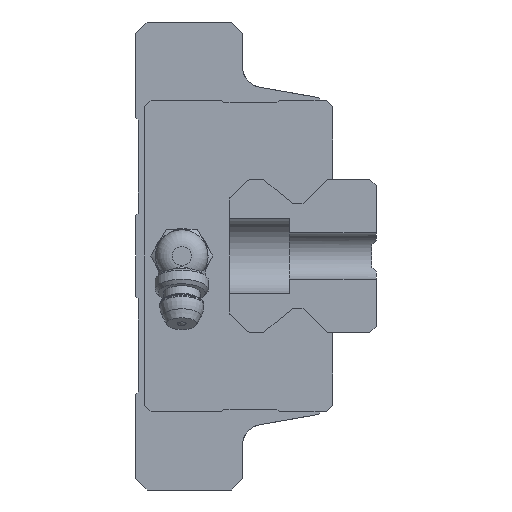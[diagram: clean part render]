
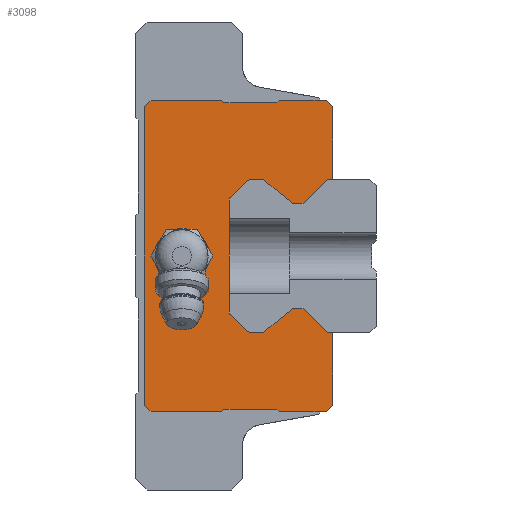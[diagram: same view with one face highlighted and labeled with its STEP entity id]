
A CAD part, left-side view. The second image highlights one B-rep face of the part: STEP entity #3098.
In plain terms, the highlighted planar face has unit normal (-1, 0, 0).
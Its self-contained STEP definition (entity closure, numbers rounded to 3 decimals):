
#682=ORIENTED_EDGE('',*,*,#1295,.F.);
#683=ORIENTED_EDGE('',*,*,#1326,.F.);
#684=ORIENTED_EDGE('',*,*,#1324,.F.);
#685=ORIENTED_EDGE('',*,*,#1322,.F.);
#686=ORIENTED_EDGE('',*,*,#1320,.F.);
#687=ORIENTED_EDGE('',*,*,#1318,.F.);
#688=ORIENTED_EDGE('',*,*,#1316,.F.);
#689=ORIENTED_EDGE('',*,*,#1314,.F.);
#690=ORIENTED_EDGE('',*,*,#1312,.F.);
#691=ORIENTED_EDGE('',*,*,#1310,.F.);
#692=ORIENTED_EDGE('',*,*,#1183,.F.);
#693=ORIENTED_EDGE('',*,*,#1180,.F.);
#694=ORIENTED_EDGE('',*,*,#1177,.F.);
#695=ORIENTED_EDGE('',*,*,#1174,.F.);
#696=ORIENTED_EDGE('',*,*,#1171,.F.);
#697=ORIENTED_EDGE('',*,*,#1168,.F.);
#698=ORIENTED_EDGE('',*,*,#1165,.F.);
#699=ORIENTED_EDGE('',*,*,#1162,.F.);
#700=ORIENTED_EDGE('',*,*,#1159,.F.);
#701=ORIENTED_EDGE('',*,*,#1156,.F.);
#702=ORIENTED_EDGE('',*,*,#1153,.F.);
#703=ORIENTED_EDGE('',*,*,#1150,.F.);
#704=ORIENTED_EDGE('',*,*,#1145,.F.);
#705=ORIENTED_EDGE('',*,*,#1309,.F.);
#706=ORIENTED_EDGE('',*,*,#1307,.F.);
#707=ORIENTED_EDGE('',*,*,#1305,.F.);
#708=ORIENTED_EDGE('',*,*,#1303,.F.);
#709=ORIENTED_EDGE('',*,*,#1301,.F.);
#710=ORIENTED_EDGE('',*,*,#1299,.F.);
#711=ORIENTED_EDGE('',*,*,#1297,.F.);
#712=ORIENTED_EDGE('',*,*,#1327,.T.);
#713=ORIENTED_EDGE('',*,*,#1328,.T.);
#714=ORIENTED_EDGE('',*,*,#1329,.T.);
#715=ORIENTED_EDGE('',*,*,#1330,.T.);
#716=ORIENTED_EDGE('',*,*,#1331,.T.);
#717=ORIENTED_EDGE('',*,*,#1332,.T.);
#1145=EDGE_CURVE('',#1569,#1570,#1858,.T.);
#1150=EDGE_CURVE('',#1570,#1574,#1863,.T.);
#1153=EDGE_CURVE('',#1574,#1576,#1866,.T.);
#1156=EDGE_CURVE('',#1576,#1578,#1869,.T.);
#1159=EDGE_CURVE('',#1578,#1580,#1872,.T.);
#1162=EDGE_CURVE('',#1580,#1582,#1875,.T.);
#1165=EDGE_CURVE('',#1582,#1584,#1878,.T.);
#1168=EDGE_CURVE('',#1584,#1586,#1881,.T.);
#1171=EDGE_CURVE('',#1586,#1588,#1884,.T.);
#1174=EDGE_CURVE('',#1588,#1590,#1887,.T.);
#1177=EDGE_CURVE('',#1590,#1592,#1890,.T.);
#1180=EDGE_CURVE('',#1592,#1594,#1893,.T.);
#1183=EDGE_CURVE('',#1594,#1596,#1896,.T.);
#1295=EDGE_CURVE('',#1663,#1664,#1995,.T.);
#1297=EDGE_CURVE('',#1664,#1665,#1997,.T.);
#1299=EDGE_CURVE('',#1665,#1666,#1999,.T.);
#1301=EDGE_CURVE('',#1666,#1667,#2001,.T.);
#1303=EDGE_CURVE('',#1667,#1668,#2003,.T.);
#1305=EDGE_CURVE('',#1668,#1669,#2005,.T.);
#1307=EDGE_CURVE('',#1669,#1670,#2007,.T.);
#1309=EDGE_CURVE('',#1670,#1569,#2009,.T.);
#1310=EDGE_CURVE('',#1596,#1671,#2010,.T.);
#1312=EDGE_CURVE('',#1671,#1672,#2012,.T.);
#1314=EDGE_CURVE('',#1672,#1673,#2014,.T.);
#1316=EDGE_CURVE('',#1673,#1674,#2016,.T.);
#1318=EDGE_CURVE('',#1674,#1675,#2018,.T.);
#1320=EDGE_CURVE('',#1675,#1676,#2020,.T.);
#1322=EDGE_CURVE('',#1676,#1677,#2022,.T.);
#1324=EDGE_CURVE('',#1677,#1678,#2024,.T.);
#1326=EDGE_CURVE('',#1678,#1663,#2026,.T.);
#1327=EDGE_CURVE('',#1679,#1680,#2027,.T.);
#1328=EDGE_CURVE('',#1680,#1681,#2028,.T.);
#1329=EDGE_CURVE('',#1681,#1682,#2029,.T.);
#1330=EDGE_CURVE('',#1682,#1683,#2030,.T.);
#1331=EDGE_CURVE('',#1683,#1684,#2031,.T.);
#1332=EDGE_CURVE('',#1684,#1679,#2032,.T.);
#1569=VERTEX_POINT('',#4544);
#1570=VERTEX_POINT('',#4546);
#1574=VERTEX_POINT('',#4556);
#1576=VERTEX_POINT('',#4562);
#1578=VERTEX_POINT('',#4568);
#1580=VERTEX_POINT('',#4574);
#1582=VERTEX_POINT('',#4580);
#1584=VERTEX_POINT('',#4586);
#1586=VERTEX_POINT('',#4592);
#1588=VERTEX_POINT('',#4598);
#1590=VERTEX_POINT('',#4604);
#1592=VERTEX_POINT('',#4610);
#1594=VERTEX_POINT('',#4616);
#1596=VERTEX_POINT('',#4622);
#1663=VERTEX_POINT('',#4848);
#1664=VERTEX_POINT('',#4850);
#1665=VERTEX_POINT('',#4854);
#1666=VERTEX_POINT('',#4858);
#1667=VERTEX_POINT('',#4862);
#1668=VERTEX_POINT('',#4866);
#1669=VERTEX_POINT('',#4870);
#1670=VERTEX_POINT('',#4874);
#1671=VERTEX_POINT('',#4880);
#1672=VERTEX_POINT('',#4884);
#1673=VERTEX_POINT('',#4888);
#1674=VERTEX_POINT('',#4892);
#1675=VERTEX_POINT('',#4896);
#1676=VERTEX_POINT('',#4900);
#1677=VERTEX_POINT('',#4904);
#1678=VERTEX_POINT('',#4908);
#1679=VERTEX_POINT('',#4914);
#1680=VERTEX_POINT('',#4915);
#1681=VERTEX_POINT('',#4917);
#1682=VERTEX_POINT('',#4919);
#1683=VERTEX_POINT('',#4921);
#1684=VERTEX_POINT('',#4923);
#1858=LINE('',#4545,#2200);
#1863=LINE('',#4555,#2205);
#1866=LINE('',#4561,#2208);
#1869=LINE('',#4567,#2211);
#1872=LINE('',#4573,#2214);
#1875=LINE('',#4579,#2217);
#1878=LINE('',#4585,#2220);
#1881=LINE('',#4591,#2223);
#1884=LINE('',#4597,#2226);
#1887=LINE('',#4603,#2229);
#1890=LINE('',#4609,#2232);
#1893=LINE('',#4615,#2235);
#1896=LINE('',#4621,#2238);
#1995=LINE('',#4849,#2337);
#1997=LINE('',#4853,#2339);
#1999=LINE('',#4857,#2341);
#2001=LINE('',#4861,#2343);
#2003=LINE('',#4865,#2345);
#2005=LINE('',#4869,#2347);
#2007=LINE('',#4873,#2349);
#2009=LINE('',#4877,#2351);
#2010=LINE('',#4879,#2352);
#2012=LINE('',#4883,#2354);
#2014=LINE('',#4887,#2356);
#2016=LINE('',#4891,#2358);
#2018=LINE('',#4895,#2360);
#2020=LINE('',#4899,#2362);
#2022=LINE('',#4903,#2364);
#2024=LINE('',#4907,#2366);
#2026=LINE('',#4911,#2368);
#2027=LINE('',#4913,#2369);
#2028=LINE('',#4916,#2370);
#2029=LINE('',#4918,#2371);
#2030=LINE('',#4920,#2372);
#2031=LINE('',#4922,#2373);
#2032=LINE('',#4924,#2374);
#2200=VECTOR('',#3573,1000.);
#2205=VECTOR('',#3580,1000.);
#2208=VECTOR('',#3585,1000.);
#2211=VECTOR('',#3590,1000.);
#2214=VECTOR('',#3595,1000.);
#2217=VECTOR('',#3600,1000.);
#2220=VECTOR('',#3605,1000.);
#2223=VECTOR('',#3610,1000.);
#2226=VECTOR('',#3615,1000.);
#2229=VECTOR('',#3620,1000.);
#2232=VECTOR('',#3625,1000.);
#2235=VECTOR('',#3630,1000.);
#2238=VECTOR('',#3635,1000.);
#2337=VECTOR('',#3856,1000.);
#2339=VECTOR('',#3860,1000.);
#2341=VECTOR('',#3864,1000.);
#2343=VECTOR('',#3868,1000.);
#2345=VECTOR('',#3872,1000.);
#2347=VECTOR('',#3876,1000.);
#2349=VECTOR('',#3880,1000.);
#2351=VECTOR('',#3884,1000.);
#2352=VECTOR('',#3887,1000.);
#2354=VECTOR('',#3891,1000.);
#2356=VECTOR('',#3895,1000.);
#2358=VECTOR('',#3899,1000.);
#2360=VECTOR('',#3903,1000.);
#2362=VECTOR('',#3907,1000.);
#2364=VECTOR('',#3911,1000.);
#2366=VECTOR('',#3915,1000.);
#2368=VECTOR('',#3919,1000.);
#2369=VECTOR('',#3922,1000.);
#2370=VECTOR('',#3923,1000.);
#2371=VECTOR('',#3924,1000.);
#2372=VECTOR('',#3925,1000.);
#2373=VECTOR('',#3926,1000.);
#2374=VECTOR('',#3927,1000.);
#2581=EDGE_LOOP('',(#682,#683,#684,#685,#686,#687,#688,#689,#690,#691,#692,
#693,#694,#695,#696,#697,#698,#699,#700,#701,#702,#703,#704,#705,#706,#707,
#708,#709,#710,#711));
#2582=EDGE_LOOP('',(#712,#713,#714,#715,#716,#717));
#2782=FACE_BOUND('',#2581,.T.);
#2783=FACE_BOUND('',#2582,.T.);
#2951=PLANE('',#3318);
#3098=ADVANCED_FACE('',(#2782,#2783),#2951,.F.);
#3318=AXIS2_PLACEMENT_3D('',#4912,#3920,#3921);
#3573=DIRECTION('',(0.,1.,0.));
#3580=DIRECTION('',(0.,0.707,-0.707));
#3585=DIRECTION('',(0.,1.,0.));
#3590=DIRECTION('',(0.,0.78,0.626));
#3595=DIRECTION('',(0.,1.,0.));
#3600=DIRECTION('',(0.,0.729,-0.685));
#3605=DIRECTION('',(0.,0.,-1.));
#3610=DIRECTION('',(0.,-0.729,-0.685));
#3615=DIRECTION('',(0.,-1.,0.));
#3620=DIRECTION('',(0.,-0.78,0.626));
#3625=DIRECTION('',(0.,-1.,0.));
#3630=DIRECTION('',(0.,-0.707,-0.707));
#3635=DIRECTION('',(0.,-1.,0.));
#3856=DIRECTION('',(0.,-0.707,0.707));
#3860=DIRECTION('',(0.,-1.,0.));
#3864=DIRECTION('',(0.,-0.707,-0.707));
#3868=DIRECTION('',(0.,-1.,0.));
#3872=DIRECTION('',(0.,-0.707,0.707));
#3876=DIRECTION('',(0.,-1.,0.));
#3880=DIRECTION('',(0.,-0.707,-0.707));
#3884=DIRECTION('',(0.,0.,-1.));
#3887=DIRECTION('',(0.,0.,-1.));
#3891=DIRECTION('',(0.,0.707,-0.707));
#3895=DIRECTION('',(0.,1.,0.));
#3899=DIRECTION('',(0.,0.707,0.707));
#3903=DIRECTION('',(0.,1.,0.));
#3907=DIRECTION('',(0.,0.707,-0.707));
#3911=DIRECTION('',(0.,1.,0.));
#3915=DIRECTION('',(0.,0.707,0.707));
#3919=DIRECTION('',(0.,0.,1.));
#3920=DIRECTION('',(1.,0.,0.));
#3921=DIRECTION('',(0.,0.,-1.));
#3922=DIRECTION('',(0.,1.,0.));
#3923=DIRECTION('',(0.,0.5,0.866));
#3924=DIRECTION('',(0.,-0.5,0.866));
#3925=DIRECTION('',(0.,-1.,0.));
#3926=DIRECTION('',(0.,-0.5,-0.866));
#3927=DIRECTION('',(0.,0.5,-0.866));
#4544=CARTESIAN_POINT('',(-52.35,-33.5,11.5));
#4545=CARTESIAN_POINT('',(-52.35,-33.5,11.5));
#4546=CARTESIAN_POINT('',(-52.35,-32.63,11.5));
#4555=CARTESIAN_POINT('',(-52.35,-32.63,11.5));
#4556=CARTESIAN_POINT('',(-52.35,-29.03,7.9));
#4561=CARTESIAN_POINT('',(-52.35,-29.03,7.9));
#4562=CARTESIAN_POINT('',(-52.35,-27.48,7.9));
#4567=CARTESIAN_POINT('',(-52.35,-27.48,7.9));
#4568=CARTESIAN_POINT('',(-52.35,-23.,11.5));
#4573=CARTESIAN_POINT('',(-52.35,-23.,11.5));
#4574=CARTESIAN_POINT('',(-52.35,-21.,11.5));
#4579=CARTESIAN_POINT('',(-52.35,-21.,11.5));
#4580=CARTESIAN_POINT('',(-52.35,-18.,8.68));
#4585=CARTESIAN_POINT('',(-52.35,-18.,8.68));
#4586=CARTESIAN_POINT('',(-52.35,-18.,-8.68));
#4591=CARTESIAN_POINT('',(-52.35,-18.,-8.68));
#4592=CARTESIAN_POINT('',(-52.35,-21.,-11.5));
#4597=CARTESIAN_POINT('',(-52.35,-21.,-11.5));
#4598=CARTESIAN_POINT('',(-52.35,-23.,-11.5));
#4603=CARTESIAN_POINT('',(-52.35,-23.,-11.5));
#4604=CARTESIAN_POINT('',(-52.35,-27.48,-7.9));
#4609=CARTESIAN_POINT('',(-52.35,-27.48,-7.9));
#4610=CARTESIAN_POINT('',(-52.35,-29.03,-7.9));
#4615=CARTESIAN_POINT('',(-52.35,-29.03,-7.9));
#4616=CARTESIAN_POINT('',(-52.35,-32.63,-11.5));
#4621=CARTESIAN_POINT('',(-52.35,-32.63,-11.5));
#4622=CARTESIAN_POINT('',(-52.35,-33.5,-11.5));
#4848=CARTESIAN_POINT('',(-52.35,-5.3,22.3));
#4849=CARTESIAN_POINT('',(-52.35,-5.3,22.3));
#4850=CARTESIAN_POINT('',(-52.35,-6.3,23.3));
#4853=CARTESIAN_POINT('',(-52.35,-6.3,23.3));
#4854=CARTESIAN_POINT('',(-52.35,-16.8,23.3));
#4857=CARTESIAN_POINT('',(-52.35,-16.8,23.3));
#4858=CARTESIAN_POINT('',(-52.35,-17.2,22.9));
#4861=CARTESIAN_POINT('',(-52.35,-17.2,22.9));
#4862=CARTESIAN_POINT('',(-52.35,-25.1,22.9));
#4865=CARTESIAN_POINT('',(-52.35,-25.1,22.9));
#4866=CARTESIAN_POINT('',(-52.35,-25.5,23.3));
#4869=CARTESIAN_POINT('',(-52.35,-25.5,23.3));
#4870=CARTESIAN_POINT('',(-52.35,-32.5,23.3));
#4873=CARTESIAN_POINT('',(-52.35,-32.5,23.3));
#4874=CARTESIAN_POINT('',(-52.35,-33.5,22.3));
#4877=CARTESIAN_POINT('',(-52.35,-33.5,22.3));
#4879=CARTESIAN_POINT('',(-52.35,-33.5,-11.5));
#4880=CARTESIAN_POINT('',(-52.35,-33.5,-22.3));
#4883=CARTESIAN_POINT('',(-52.35,-33.5,-22.3));
#4884=CARTESIAN_POINT('',(-52.35,-32.5,-23.3));
#4887=CARTESIAN_POINT('',(-52.35,-32.5,-23.3));
#4888=CARTESIAN_POINT('',(-52.35,-25.5,-23.3));
#4891=CARTESIAN_POINT('',(-52.35,-25.5,-23.3));
#4892=CARTESIAN_POINT('',(-52.35,-25.1,-22.9));
#4895=CARTESIAN_POINT('',(-52.35,-25.1,-22.9));
#4896=CARTESIAN_POINT('',(-52.35,-17.2,-22.9));
#4899=CARTESIAN_POINT('',(-52.35,-17.2,-22.9));
#4900=CARTESIAN_POINT('',(-52.35,-16.8,-23.3));
#4903=CARTESIAN_POINT('',(-52.35,-16.8,-23.3));
#4904=CARTESIAN_POINT('',(-52.35,-6.3,-23.3));
#4907=CARTESIAN_POINT('',(-52.35,-6.3,-23.3));
#4908=CARTESIAN_POINT('',(-52.35,-5.3,-22.3));
#4911=CARTESIAN_POINT('',(-52.35,-5.3,-22.3));
#4912=CARTESIAN_POINT('',(-52.35,0.,0.));
#4913=CARTESIAN_POINT('',(-52.35,-13.209,-4.));
#4914=CARTESIAN_POINT('',(-52.35,-13.209,-4.));
#4915=CARTESIAN_POINT('',(-52.35,-8.591,-4.));
#4916=CARTESIAN_POINT('',(-52.35,-8.591,-4.));
#4917=CARTESIAN_POINT('',(-52.35,-6.281,0.));
#4918=CARTESIAN_POINT('',(-52.35,-6.281,0.));
#4919=CARTESIAN_POINT('',(-52.35,-8.591,4.));
#4920=CARTESIAN_POINT('',(-52.35,-8.591,4.));
#4921=CARTESIAN_POINT('',(-52.35,-13.209,4.));
#4922=CARTESIAN_POINT('',(-52.35,-13.209,4.));
#4923=CARTESIAN_POINT('',(-52.35,-15.519,0.));
#4924=CARTESIAN_POINT('',(-52.35,-15.519,0.));
